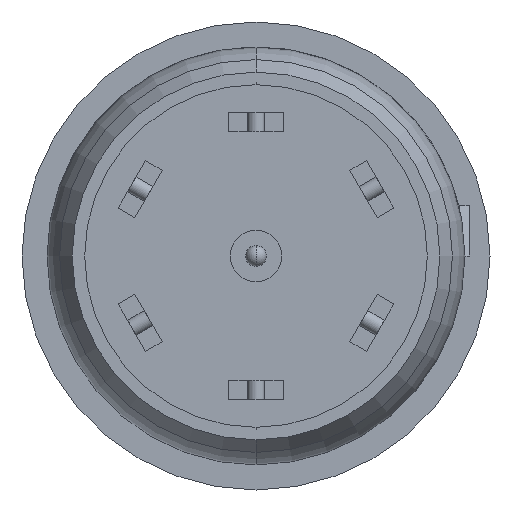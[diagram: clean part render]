
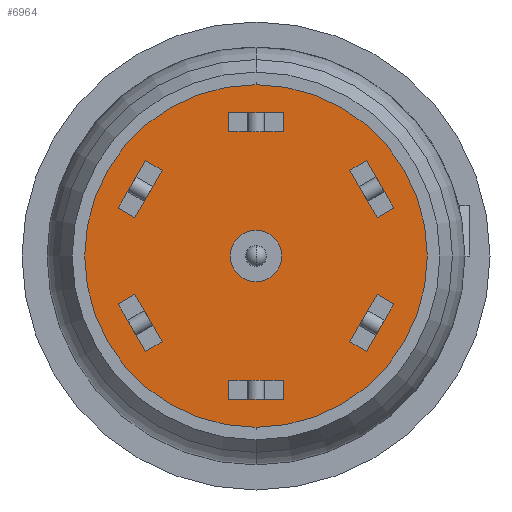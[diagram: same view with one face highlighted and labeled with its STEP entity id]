
A CAD part, front view. The second image highlights one B-rep face of the part: STEP entity #6964.
In plain terms, the highlighted planar face has unit normal (0, -1, 0).
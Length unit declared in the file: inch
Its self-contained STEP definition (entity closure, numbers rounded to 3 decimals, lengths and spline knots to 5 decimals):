
#6735=CARTESIAN_POINT('',(0.,-0.329,0.));
#6736=DIRECTION('',(0.,1.,0.));
#6737=DIRECTION('',(0.,0.,1.));
#6738=AXIS2_PLACEMENT_3D('',#6735,#6736,#6737);
#6740=CARTESIAN_POINT('',(0.,-0.329,0.));
#6741=DIRECTION('',(0.,1.,0.));
#6742=DIRECTION('',(0.,0.,-1.));
#6743=AXIS2_PLACEMENT_3D('',#6740,#6741,#6742);
#6745=DIRECTION('',(0.,0.,-1.));
#6746=VECTOR('',#6745,0.0196);
#6747=CARTESIAN_POINT('',(-0.0253,-0.329,0.1698));
#6748=LINE('',#6747,#6746);
#6749=DIRECTION('',(1.,0.,0.));
#6750=VECTOR('',#6749,0.0506);
#6751=CARTESIAN_POINT('',(-0.0253,-0.329,0.1502));
#6752=LINE('',#6751,#6750);
#6753=DIRECTION('',(0.,0.,1.));
#6754=VECTOR('',#6753,0.0196);
#6755=CARTESIAN_POINT('',(0.0253,-0.329,0.1502));
#6756=LINE('',#6755,#6754);
#6757=DIRECTION('',(-1.,0.,0.));
#6758=VECTOR('',#6757,0.0506);
#6759=CARTESIAN_POINT('',(0.0253,-0.329,0.1698));
#6760=LINE('',#6759,#6758);
#6761=DIRECTION('',(0.866,0.,-0.5));
#6762=VECTOR('',#6761,0.0196);
#6763=CARTESIAN_POINT('',(-0.1597,-0.329,0.06299));
#6764=LINE('',#6763,#6762);
#6765=DIRECTION('',(0.5,0.,0.866));
#6766=VECTOR('',#6765,0.0506);
#6767=CARTESIAN_POINT('',(-0.14273,-0.329,0.05319));
#6768=LINE('',#6767,#6766);
#6769=DIRECTION('',(-0.866,0.,0.5));
#6770=VECTOR('',#6769,0.0196);
#6771=CARTESIAN_POINT('',(-0.11743,-0.329,0.09701));
#6772=LINE('',#6771,#6770);
#6773=DIRECTION('',(-0.5,0.,-0.866));
#6774=VECTOR('',#6773,0.0506);
#6775=CARTESIAN_POINT('',(-0.1344,-0.329,0.10681));
#6776=LINE('',#6775,#6774);
#6777=DIRECTION('',(0.866,0.,0.5));
#6778=VECTOR('',#6777,0.0196);
#6779=CARTESIAN_POINT('',(-0.1344,-0.329,-0.10681));
#6780=LINE('',#6779,#6778);
#6781=DIRECTION('',(-0.5,0.,0.866));
#6782=VECTOR('',#6781,0.0506);
#6783=CARTESIAN_POINT('',(-0.11743,-0.329,-0.09701));
#6784=LINE('',#6783,#6782);
#6785=DIRECTION('',(-0.866,0.,-0.5));
#6786=VECTOR('',#6785,0.0196);
#6787=CARTESIAN_POINT('',(-0.14273,-0.329,-0.05319));
#6788=LINE('',#6787,#6786);
#6789=DIRECTION('',(0.5,0.,-0.866));
#6790=VECTOR('',#6789,0.0506);
#6791=CARTESIAN_POINT('',(-0.1597,-0.329,-0.06299));
#6792=LINE('',#6791,#6790);
#6793=DIRECTION('',(0.,0.,1.));
#6794=VECTOR('',#6793,0.0196);
#6795=CARTESIAN_POINT('',(0.0253,-0.329,-0.1698));
#6796=LINE('',#6795,#6794);
#6797=DIRECTION('',(-1.,0.,0.));
#6798=VECTOR('',#6797,0.0506);
#6799=CARTESIAN_POINT('',(0.0253,-0.329,-0.1502));
#6800=LINE('',#6799,#6798);
#6801=DIRECTION('',(0.,0.,-1.));
#6802=VECTOR('',#6801,0.0196);
#6803=CARTESIAN_POINT('',(-0.0253,-0.329,-0.1502));
#6804=LINE('',#6803,#6802);
#6805=DIRECTION('',(1.,0.,0.));
#6806=VECTOR('',#6805,0.0506);
#6807=CARTESIAN_POINT('',(-0.0253,-0.329,-0.1698));
#6808=LINE('',#6807,#6806);
#6809=DIRECTION('',(-0.866,0.,0.5));
#6810=VECTOR('',#6809,0.0196);
#6811=CARTESIAN_POINT('',(0.1597,-0.329,-0.06299));
#6812=LINE('',#6811,#6810);
#6813=DIRECTION('',(-0.5,0.,-0.866));
#6814=VECTOR('',#6813,0.0506);
#6815=CARTESIAN_POINT('',(0.14273,-0.329,-0.05319));
#6816=LINE('',#6815,#6814);
#6817=DIRECTION('',(0.866,0.,-0.5));
#6818=VECTOR('',#6817,0.0196);
#6819=CARTESIAN_POINT('',(0.11743,-0.329,-0.09701));
#6820=LINE('',#6819,#6818);
#6821=DIRECTION('',(0.5,0.,0.866));
#6822=VECTOR('',#6821,0.0506);
#6823=CARTESIAN_POINT('',(0.1344,-0.329,-0.10681));
#6824=LINE('',#6823,#6822);
#6825=DIRECTION('',(-0.866,0.,-0.5));
#6826=VECTOR('',#6825,0.0196);
#6827=CARTESIAN_POINT('',(0.1344,-0.329,0.10681));
#6828=LINE('',#6827,#6826);
#6829=DIRECTION('',(0.5,0.,-0.866));
#6830=VECTOR('',#6829,0.0506);
#6831=CARTESIAN_POINT('',(0.11743,-0.329,0.09701));
#6832=LINE('',#6831,#6830);
#6833=DIRECTION('',(0.866,0.,0.5));
#6834=VECTOR('',#6833,0.0196);
#6835=CARTESIAN_POINT('',(0.14273,-0.329,0.05319));
#6836=LINE('',#6835,#6834);
#6837=DIRECTION('',(-0.5,0.,0.866));
#6838=VECTOR('',#6837,0.0506);
#6839=CARTESIAN_POINT('',(0.1597,-0.329,0.06299));
#6840=LINE('',#6839,#6838);
#6841=CARTESIAN_POINT('',(0.,-0.329,-0.2178));
#6842=CARTESIAN_POINT('',(0.,-0.329,0.2178));
#6843=VERTEX_POINT('',#6841);
#6844=VERTEX_POINT('',#6842);
#6845=CARTESIAN_POINT('',(-0.0253,-0.329,0.1698));
#6846=CARTESIAN_POINT('',(-0.0253,-0.329,0.1502));
#6847=VERTEX_POINT('',#6845);
#6848=VERTEX_POINT('',#6846);
#6849=CARTESIAN_POINT('',(0.0253,-0.329,0.1502));
#6850=VERTEX_POINT('',#6849);
#6851=CARTESIAN_POINT('',(0.0253,-0.329,0.1698));
#6852=VERTEX_POINT('',#6851);
#6853=CARTESIAN_POINT('',(-0.1597,-0.329,0.06299));
#6854=CARTESIAN_POINT('',(-0.14273,-0.329,0.05319));
#6855=VERTEX_POINT('',#6853);
#6856=VERTEX_POINT('',#6854);
#6857=CARTESIAN_POINT('',(-0.11743,-0.329,0.09701));
#6858=VERTEX_POINT('',#6857);
#6859=CARTESIAN_POINT('',(-0.1344,-0.329,0.10681));
#6860=VERTEX_POINT('',#6859);
#6861=CARTESIAN_POINT('',(-0.1344,-0.329,-0.10681));
#6862=CARTESIAN_POINT('',(-0.11743,-0.329,-0.09701));
#6863=VERTEX_POINT('',#6861);
#6864=VERTEX_POINT('',#6862);
#6865=CARTESIAN_POINT('',(-0.14273,-0.329,-0.05319));
#6866=VERTEX_POINT('',#6865);
#6867=CARTESIAN_POINT('',(-0.1597,-0.329,-0.06299));
#6868=VERTEX_POINT('',#6867);
#6869=CARTESIAN_POINT('',(0.0253,-0.329,-0.1698));
#6870=CARTESIAN_POINT('',(0.0253,-0.329,-0.1502));
#6871=VERTEX_POINT('',#6869);
#6872=VERTEX_POINT('',#6870);
#6873=CARTESIAN_POINT('',(-0.0253,-0.329,-0.1502));
#6874=VERTEX_POINT('',#6873);
#6875=CARTESIAN_POINT('',(-0.0253,-0.329,-0.1698));
#6876=VERTEX_POINT('',#6875);
#6877=CARTESIAN_POINT('',(0.1597,-0.329,-0.06299));
#6878=CARTESIAN_POINT('',(0.14273,-0.329,-0.05319));
#6879=VERTEX_POINT('',#6877);
#6880=VERTEX_POINT('',#6878);
#6881=CARTESIAN_POINT('',(0.11743,-0.329,-0.09701));
#6882=VERTEX_POINT('',#6881);
#6883=CARTESIAN_POINT('',(0.1344,-0.329,-0.10681));
#6884=VERTEX_POINT('',#6883);
#6885=CARTESIAN_POINT('',(0.1344,-0.329,0.10681));
#6886=CARTESIAN_POINT('',(0.11743,-0.329,0.09701));
#6887=VERTEX_POINT('',#6885);
#6888=VERTEX_POINT('',#6886);
#6889=CARTESIAN_POINT('',(0.14273,-0.329,0.05319));
#6890=VERTEX_POINT('',#6889);
#6891=CARTESIAN_POINT('',(0.1597,-0.329,0.06299));
#6892=VERTEX_POINT('',#6891);
#6893=CARTESIAN_POINT('',(0.,-0.329,0.));
#6894=DIRECTION('',(0.,1.,0.));
#6895=DIRECTION('',(0.,0.,1.));
#6896=AXIS2_PLACEMENT_3D('',#6893,#6894,#6895);
#6897=PLANE('',#6896);
#6899=ORIENTED_EDGE('',*,*,#6898,.T.);
#6901=ORIENTED_EDGE('',*,*,#6900,.T.);
#6902=EDGE_LOOP('',(#6899,#6901));
#6903=FACE_OUTER_BOUND('',#6902,.F.);
#6905=ORIENTED_EDGE('',*,*,#6904,.T.);
#6907=ORIENTED_EDGE('',*,*,#6906,.T.);
#6909=ORIENTED_EDGE('',*,*,#6908,.T.);
#6911=ORIENTED_EDGE('',*,*,#6910,.T.);
#6912=EDGE_LOOP('',(#6905,#6907,#6909,#6911));
#6913=FACE_BOUND('',#6912,.F.);
#6915=ORIENTED_EDGE('',*,*,#6914,.T.);
#6917=ORIENTED_EDGE('',*,*,#6916,.T.);
#6919=ORIENTED_EDGE('',*,*,#6918,.T.);
#6921=ORIENTED_EDGE('',*,*,#6920,.T.);
#6922=EDGE_LOOP('',(#6915,#6917,#6919,#6921));
#6923=FACE_BOUND('',#6922,.F.);
#6925=ORIENTED_EDGE('',*,*,#6924,.T.);
#6927=ORIENTED_EDGE('',*,*,#6926,.T.);
#6929=ORIENTED_EDGE('',*,*,#6928,.T.);
#6931=ORIENTED_EDGE('',*,*,#6930,.T.);
#6932=EDGE_LOOP('',(#6925,#6927,#6929,#6931));
#6933=FACE_BOUND('',#6932,.F.);
#6935=ORIENTED_EDGE('',*,*,#6934,.T.);
#6937=ORIENTED_EDGE('',*,*,#6936,.T.);
#6939=ORIENTED_EDGE('',*,*,#6938,.T.);
#6941=ORIENTED_EDGE('',*,*,#6940,.T.);
#6942=EDGE_LOOP('',(#6935,#6937,#6939,#6941));
#6943=FACE_BOUND('',#6942,.F.);
#6945=ORIENTED_EDGE('',*,*,#6944,.T.);
#6947=ORIENTED_EDGE('',*,*,#6946,.T.);
#6949=ORIENTED_EDGE('',*,*,#6948,.T.);
#6951=ORIENTED_EDGE('',*,*,#6950,.T.);
#6952=EDGE_LOOP('',(#6945,#6947,#6949,#6951));
#6953=FACE_BOUND('',#6952,.F.);
#6955=ORIENTED_EDGE('',*,*,#6954,.T.);
#6957=ORIENTED_EDGE('',*,*,#6956,.T.);
#6959=ORIENTED_EDGE('',*,*,#6958,.T.);
#6961=ORIENTED_EDGE('',*,*,#6960,.T.);
#6962=EDGE_LOOP('',(#6955,#6957,#6959,#6961));
#6963=FACE_BOUND('',#6962,.F.);
#6964=ADVANCED_FACE('',(#6903,#6913,#6923,#6933,#6943,#6953,#6963),#6897,.F.);
#6739=CIRCLE('',#6738,0.2178);
#6744=CIRCLE('',#6743,0.2178);
#6898=EDGE_CURVE('',#6844,#6843,#6739,.T.);
#6900=EDGE_CURVE('',#6843,#6844,#6744,.T.);
#6904=EDGE_CURVE('',#6847,#6848,#6748,.T.);
#6906=EDGE_CURVE('',#6848,#6850,#6752,.T.);
#6908=EDGE_CURVE('',#6850,#6852,#6756,.T.);
#6910=EDGE_CURVE('',#6852,#6847,#6760,.T.);
#6914=EDGE_CURVE('',#6855,#6856,#6764,.T.);
#6916=EDGE_CURVE('',#6856,#6858,#6768,.T.);
#6918=EDGE_CURVE('',#6858,#6860,#6772,.T.);
#6920=EDGE_CURVE('',#6860,#6855,#6776,.T.);
#6924=EDGE_CURVE('',#6863,#6864,#6780,.T.);
#6926=EDGE_CURVE('',#6864,#6866,#6784,.T.);
#6928=EDGE_CURVE('',#6866,#6868,#6788,.T.);
#6930=EDGE_CURVE('',#6868,#6863,#6792,.T.);
#6934=EDGE_CURVE('',#6871,#6872,#6796,.T.);
#6936=EDGE_CURVE('',#6872,#6874,#6800,.T.);
#6938=EDGE_CURVE('',#6874,#6876,#6804,.T.);
#6940=EDGE_CURVE('',#6876,#6871,#6808,.T.);
#6944=EDGE_CURVE('',#6879,#6880,#6812,.T.);
#6946=EDGE_CURVE('',#6880,#6882,#6816,.T.);
#6948=EDGE_CURVE('',#6882,#6884,#6820,.T.);
#6950=EDGE_CURVE('',#6884,#6879,#6824,.T.);
#6954=EDGE_CURVE('',#6887,#6888,#6828,.T.);
#6956=EDGE_CURVE('',#6888,#6890,#6832,.T.);
#6958=EDGE_CURVE('',#6890,#6892,#6836,.T.);
#6960=EDGE_CURVE('',#6892,#6887,#6840,.T.);
